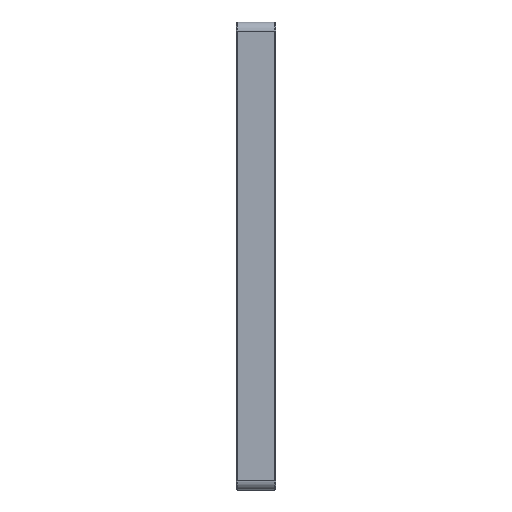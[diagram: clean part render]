
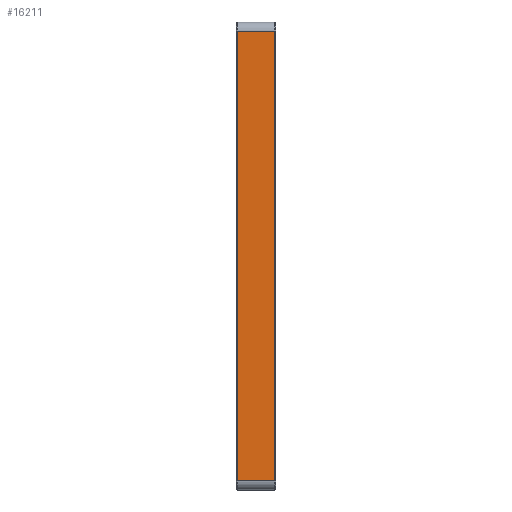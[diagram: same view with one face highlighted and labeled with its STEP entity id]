
A CAD part, left-side view. The second image highlights one B-rep face of the part: STEP entity #16211.
In plain terms, the highlighted planar face has unit normal (-1, 0, 0).
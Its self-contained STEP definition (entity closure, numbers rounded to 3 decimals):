
#161 = DIRECTION ( 'NONE',  ( 0., 0., 1. ) ) ;
#1792 = CARTESIAN_POINT ( 'NONE',  ( -75., 12.4, 72. ) ) ;
#2436 = ORIENTED_EDGE ( 'NONE', *, *, #15725, .T. ) ;
#2795 = VECTOR ( 'NONE', #11897, 1000. ) ;
#2893 = ORIENTED_EDGE ( 'NONE', *, *, #17502, .F. ) ;
#4517 = VERTEX_POINT ( 'NONE', #7494 ) ;
#4773 = CARTESIAN_POINT ( 'NONE',  ( -75., 12.7, 72. ) ) ;
#5233 = DIRECTION ( 'NONE',  ( 0., 0., -1. ) ) ;
#5345 = DIRECTION ( 'NONE',  ( 1., 0., 0. ) ) ;
#6065 = LINE ( 'NONE', #10499, #2795 ) ;
#6114 = LINE ( 'NONE', #12193, #16390 ) ;
#6221 = LINE ( 'NONE', #4773, #16515 ) ;
#6448 = VECTOR ( 'NONE', #161, 1000. ) ;
#6611 = EDGE_CURVE ( 'NONE', #15595, #6654, #6114, .T. ) ;
#6654 = VERTEX_POINT ( 'NONE', #13668 ) ;
#7132 = ORIENTED_EDGE ( 'NONE', *, *, #16744, .T. ) ;
#7494 = CARTESIAN_POINT ( 'NONE',  ( -75., 0.3, 72. ) ) ;
#8045 = CARTESIAN_POINT ( 'NONE',  ( -75., 12.7, 72. ) ) ;
#9973 = AXIS2_PLACEMENT_3D ( 'NONE', #8045, #5345, #15128 ) ;
#10359 = ORIENTED_EDGE ( 'NONE', *, *, #6611, .T. ) ;
#10499 = CARTESIAN_POINT ( 'NONE',  ( -75., 12.7, -72. ) ) ;
#10913 = PLANE ( 'NONE',  #9973 ) ;
#11897 = DIRECTION ( 'NONE',  ( 0., -1., 0. ) ) ;
#12193 = CARTESIAN_POINT ( 'NONE',  ( -75., 12.4, 72. ) ) ;
#12588 = EDGE_LOOP ( 'NONE', ( #2436, #7132, #2893, #10359 ) ) ;
#13328 = VERTEX_POINT ( 'NONE', #17135 ) ;
#13668 = CARTESIAN_POINT ( 'NONE',  ( -75., 12.4, -72. ) ) ;
#13904 = FACE_OUTER_BOUND ( 'NONE', #12588, .T. ) ;
#15128 = DIRECTION ( 'NONE',  ( 0., 0., -1. ) ) ;
#15450 = CARTESIAN_POINT ( 'NONE',  ( -75., 0.3, 72. ) ) ;
#15595 = VERTEX_POINT ( 'NONE', #1792 ) ;
#15725 = EDGE_CURVE ( 'NONE', #6654, #13328, #6065, .T. ) ;
#16211 = ADVANCED_FACE ( 'NONE', ( #13904 ), #10913, .F. ) ;
#16390 = VECTOR ( 'NONE', #5233, 1000. ) ;
#16515 = VECTOR ( 'NONE', #17388, 1000. ) ;
#16744 = EDGE_CURVE ( 'NONE', #13328, #4517, #18069, .T. ) ;
#17135 = CARTESIAN_POINT ( 'NONE',  ( -75., 0.3, -72. ) ) ;
#17388 = DIRECTION ( 'NONE',  ( 0., -1., 0. ) ) ;
#17502 = EDGE_CURVE ( 'NONE', #15595, #4517, #6221, .T. ) ;
#18069 = LINE ( 'NONE', #15450, #6448 ) ;
